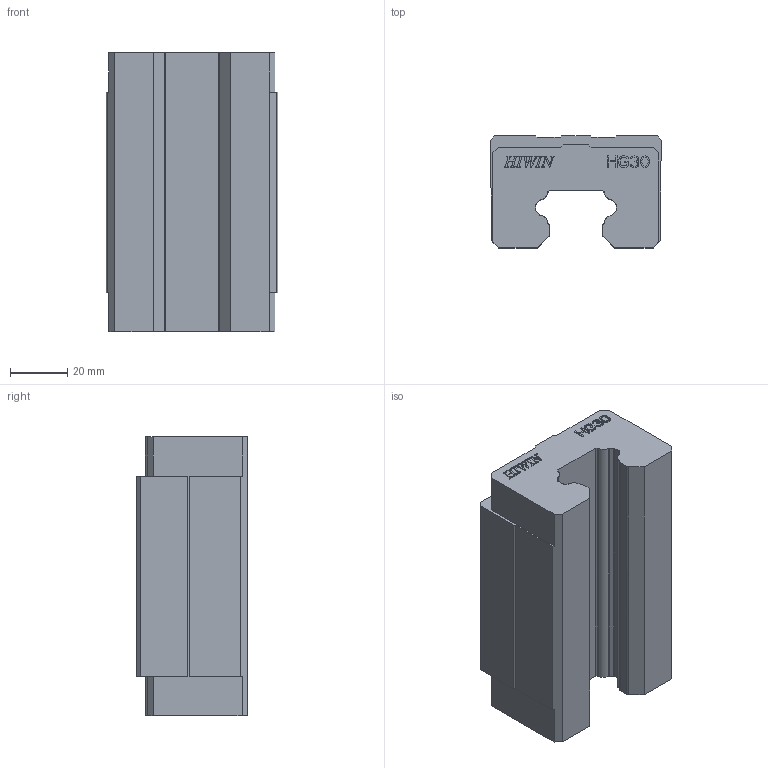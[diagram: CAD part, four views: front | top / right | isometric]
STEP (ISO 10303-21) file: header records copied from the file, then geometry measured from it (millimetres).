
FILE_DESCRIPTION (( 'STEP AP203' ), '1' );
FILE_NAME ('HGH30CA.STEP', '2007-01-11T08:36:07', ( 'HIWIN GmbH' ), ( '77654 Offenburg' ), 'SwSTEP 2.0', 'SolidWorks 2006104', '' );
FILE_SCHEMA (( 'CONFIG_CONTROL_DESIGN' ));
Length unit declared in the file: millimetre
Products named in the file (1): HGH30CA
Bounding box: 60 x 39 x 97.7 mm (x, y, z)
Volume: 170717.7 mm3; surface area: 27573.8 mm2
Topology: 1 solids, 1 shells, 390 faces, 1130 edges, 756 vertices
Faces by surface type: plane 302, bspline 60, cylinder 28
Entity records: 14270 total; most frequent: CARTESIAN_POINT 4868, ORIENTED_EDGE 2260, DIRECTION 1400, EDGE_CURVE 1130, VERTEX_POINT 756, VECTOR 714, LINE 714, EDGE_LOOP 404
